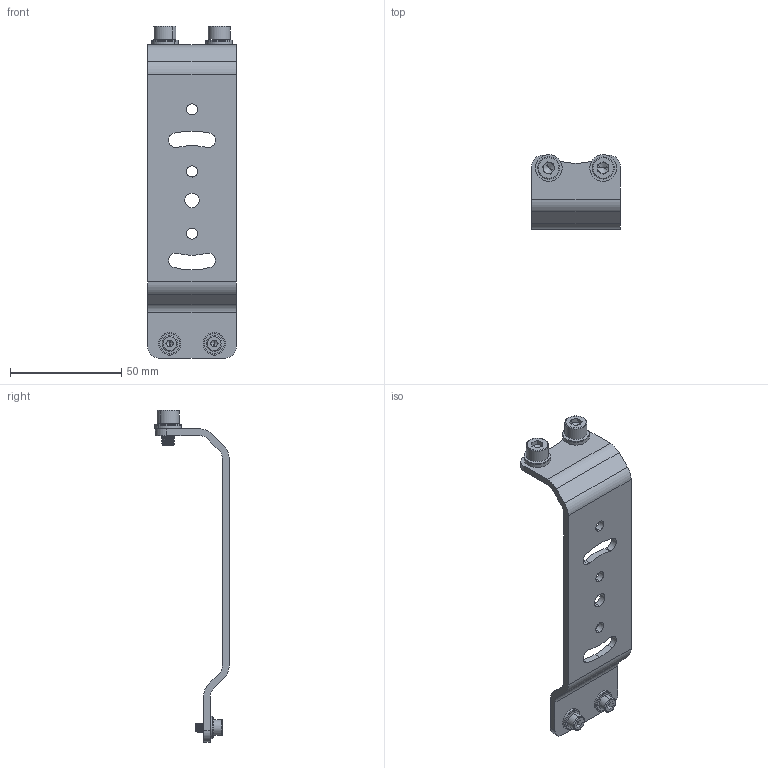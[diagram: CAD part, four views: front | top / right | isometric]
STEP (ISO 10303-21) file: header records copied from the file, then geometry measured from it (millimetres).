
FILE_DESCRIPTION (( 'STEP AP214' ), '1' );
FILE_NAME ('9C319 Montagewinkel-CJ-RevA.STEP', '2009-12-03T13:09:54', ( 'ab' ), ( '' ), 'SwSTEP 2.0', 'SolidWorks 2009', '' );
FILE_SCHEMA (( 'AUTOMOTIVE_DESIGN' ));
Length unit declared in the file: millimetre
Products named in the file (8): 61695 Federscheibe DIN 137 A2-B6_DIN 137-B6-FSt; 61602 Zylinderschraube ISK DIN 912-.A2 M6x10 _DIN 912 M4 x 6 --- 6S; 61690  Scheibe DIN 125A-6,4 A2_Washer DIN 125 - A 6.4; 1C340 Montagewinkel-TJ_Default; 61422 Zylinderschraube ISK DIN 912-.A2 M4x8 _DIN 912 M4 x 6 --- 6S; 9C319 Montagewinkel-CJ-RevA; 61590  Scheibe DIN 125 A-5,3 VZ_DIN 125 A 5,3; 61495 Federscheibe DIN 137 B4 VZ_Washer DIN 125 - A 4.3
Assembly tree (13 placements, depth 2):
  9C319 Montagewinkel-CJ-RevA
    61422 Zylinderschraube ISK DIN 912-.A2 M4x8 _DIN 912 M4 x 6 --- 6S  x2
    61602 Zylinderschraube ISK DIN 912-.A2 M6x10 _DIN 912 M4 x 6 --- 6S  x2
    1C340 Montagewinkel-TJ_Default
    61690  Scheibe DIN 125A-6,4 A2_Washer DIN 125 - A 6.4  x2
    61695 Federscheibe DIN 137 A2-B6_DIN 137-B6-FSt  x2
    61590  Scheibe DIN 125 A-5,3 VZ_DIN 125 A 5,3  x2
    61495 Federscheibe DIN 137 B4 VZ_Washer DIN 125 - A 4.3  x2
Bounding box: 40 x 33.44 x 149.5 mm (x, y, z)
Volume: 20736.1 mm3; surface area: 17649.7 mm2
Topology: 13 solids, 13 shells, 416 faces, 982 edges, 592 vertices
Faces by surface type: cone 184, cylinder 123, plane 93, torus 16
Entity records: 7476 total; most frequent: DIRECTION 1388, CARTESIAN_POINT 1182, ORIENTED_EDGE 1148, EDGE_CURVE 574, AXIS2_PLACEMENT_3D 560, VERTEX_POINT 354, CIRCLE 306, EDGE_LOOP 270
